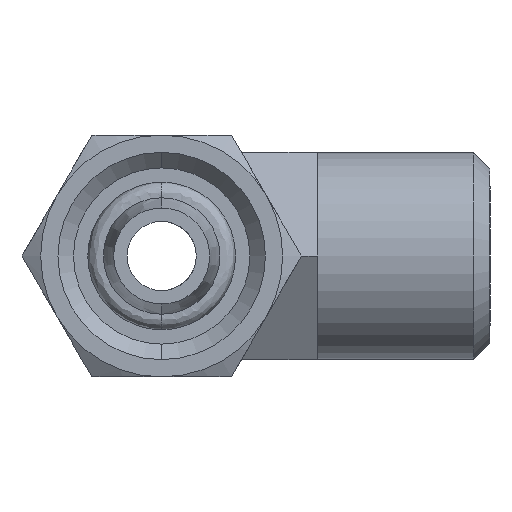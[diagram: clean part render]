
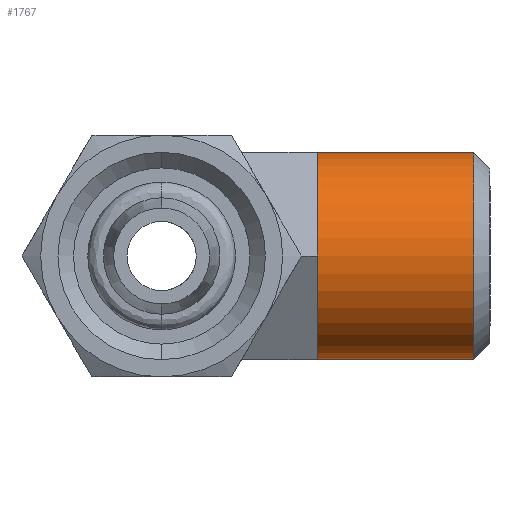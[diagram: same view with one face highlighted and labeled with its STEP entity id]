
A CAD part, front view. The second image highlights one B-rep face of the part: STEP entity #1767.
In plain terms, the highlighted cylindrical face has radius 6 mm (diameter 12 mm), a partial arc.
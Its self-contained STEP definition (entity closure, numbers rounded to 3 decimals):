
#8 = CARTESIAN_POINT ( 'NONE',  ( 9., 0., 6. ) ) ;
#64 = LINE ( 'NONE', #3050, #2289 ) ;
#112 = CARTESIAN_POINT ( 'NONE',  ( 9., 0., 0. ) ) ;
#212 = VERTEX_POINT ( 'NONE', #1640 ) ;
#279 = ORIENTED_EDGE ( 'NONE', *, *, #415, .T. ) ;
#415 = EDGE_CURVE ( 'NONE', #3209, #486, #64, .T. ) ;
#480 = CARTESIAN_POINT ( 'NONE',  ( 9., -5.196, 3. ) ) ;
#486 = VERTEX_POINT ( 'NONE', #1186 ) ;
#491 = CARTESIAN_POINT ( 'NONE',  ( 18.05, 0., 0. ) ) ;
#501 = DIRECTION ( 'NONE',  ( 1., 0., 0. ) ) ;
#510 = DIRECTION ( 'NONE',  ( 0., 0., -1. ) ) ;
#649 = VERTEX_POINT ( 'NONE', #8 ) ;
#662 = CARTESIAN_POINT ( 'NONE',  ( 13.525, 0., 6. ) ) ;
#757 = EDGE_CURVE ( 'NONE', #1709, #212, #3628, .T. ) ;
#804 = DIRECTION ( 'NONE',  ( 0., 1., 0. ) ) ;
#952 = CARTESIAN_POINT ( 'NONE',  ( 9., 0., -6. ) ) ;
#1084 = AXIS2_PLACEMENT_3D ( 'NONE', #4048, #1941, #510 ) ;
#1186 = CARTESIAN_POINT ( 'NONE',  ( 18.05, 0., -6. ) ) ;
#1335 = AXIS2_PLACEMENT_3D ( 'NONE', #112, #1886, #3766 ) ;
#1381 = CARTESIAN_POINT ( 'NONE',  ( 9., 0., 0. ) ) ;
#1480 = EDGE_CURVE ( 'NONE', #649, #1709, #2618, .T. ) ;
#1558 = VECTOR ( 'NONE', #3201, 1000. ) ;
#1599 = AXIS2_PLACEMENT_3D ( 'NONE', #1381, #2852, #2878 ) ;
#1640 = CARTESIAN_POINT ( 'NONE',  ( 9., -5.196, -3. ) ) ;
#1642 = CYLINDRICAL_SURFACE ( 'NONE', #2955, 6. ) ;
#1643 = DIRECTION ( 'NONE',  ( 0., 0., -1. ) ) ;
#1709 = VERTEX_POINT ( 'NONE', #480 ) ;
#1764 = VERTEX_POINT ( 'NONE', #3756 ) ;
#1767 = ADVANCED_FACE ( 'NONE', ( #2483 ), #1642, .T. ) ;
#1886 = DIRECTION ( 'NONE',  ( 1., 0., 0. ) ) ;
#1941 = DIRECTION ( 'NONE',  ( 1., 0., 0. ) ) ;
#1982 = EDGE_CURVE ( 'NONE', #212, #3209, #2616, .T. ) ;
#1999 = CIRCLE ( 'NONE', #3038, 6. ) ;
#2289 = VECTOR ( 'NONE', #501, 1000. ) ;
#2315 = ORIENTED_EDGE ( 'NONE', *, *, #757, .T. ) ;
#2345 = ORIENTED_EDGE ( 'NONE', *, *, #1982, .T. ) ;
#2483 = FACE_OUTER_BOUND ( 'NONE', #2902, .T. ) ;
#2616 = CIRCLE ( 'NONE', #1599, 6. ) ;
#2618 = CIRCLE ( 'NONE', #1335, 6. ) ;
#2694 = DIRECTION ( 'NONE',  ( 1., 0., 0. ) ) ;
#2828 = ORIENTED_EDGE ( 'NONE', *, *, #3698, .F. ) ;
#2852 = DIRECTION ( 'NONE',  ( 1., 0., 0. ) ) ;
#2878 = DIRECTION ( 'NONE',  ( 0., 0., -1. ) ) ;
#2902 = EDGE_LOOP ( 'NONE', ( #2828, #3108, #2315, #2345, #279, #3571 ) ) ;
#2955 = AXIS2_PLACEMENT_3D ( 'NONE', #3769, #3499, #1643 ) ;
#3038 = AXIS2_PLACEMENT_3D ( 'NONE', #491, #2694, #804 ) ;
#3043 = LINE ( 'NONE', #662, #1558 ) ;
#3050 = CARTESIAN_POINT ( 'NONE',  ( 13.525, 0., -6. ) ) ;
#3108 = ORIENTED_EDGE ( 'NONE', *, *, #1480, .T. ) ;
#3201 = DIRECTION ( 'NONE',  ( 1., 0., 0. ) ) ;
#3209 = VERTEX_POINT ( 'NONE', #952 ) ;
#3385 = EDGE_CURVE ( 'NONE', #1764, #486, #1999, .T. ) ;
#3499 = DIRECTION ( 'NONE',  ( 1., 0., 0. ) ) ;
#3571 = ORIENTED_EDGE ( 'NONE', *, *, #3385, .F. ) ;
#3628 = CIRCLE ( 'NONE', #1084, 6. ) ;
#3698 = EDGE_CURVE ( 'NONE', #649, #1764, #3043, .T. ) ;
#3756 = CARTESIAN_POINT ( 'NONE',  ( 18.05, 0., 6. ) ) ;
#3766 = DIRECTION ( 'NONE',  ( 0., 0., -1. ) ) ;
#3769 = CARTESIAN_POINT ( 'NONE',  ( 13.525, 0., 0. ) ) ;
#4048 = CARTESIAN_POINT ( 'NONE',  ( 9., 0., 0. ) ) ;
